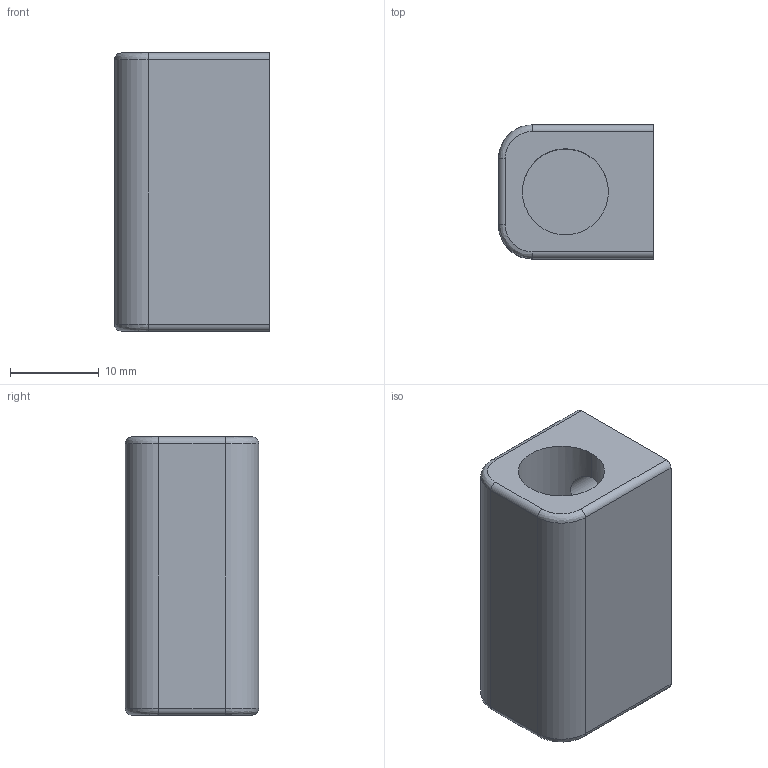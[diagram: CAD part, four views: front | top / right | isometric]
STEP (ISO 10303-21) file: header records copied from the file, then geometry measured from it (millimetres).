
FILE_DESCRIPTION (( 'STEP AP214' ), '1' );
FILE_NAME ('P0000009439.STEP', '2025-11-04T09:38:35', ( 'Microsoft' ), ( 'Microsoft' ), 'SwSTEP 2.0', 'SolidWorks 2025', '' );
FILE_SCHEMA (( 'AUTOMOTIVE_DESIGN' ));
Length unit declared in the file: millimetre
Products named in the file (1): P0000009439
Bounding box: 17.48 x 15.09 x 31.37 mm (x, y, z)
Volume: 5714.7 mm3; surface area: 3390.4 mm2
Topology: 1 solids, 1 shells, 25 faces, 60 edges, 36 vertices
Faces by surface type: cylinder 14, plane 7, bspline 4
Entity records: 1082 total; most frequent: CARTESIAN_POINT 483, DIRECTION 120, ORIENTED_EDGE 120, EDGE_CURVE 60, AXIS2_PLACEMENT_3D 46, VERTEX_POINT 36, VECTOR 28, EDGE_LOOP 28
